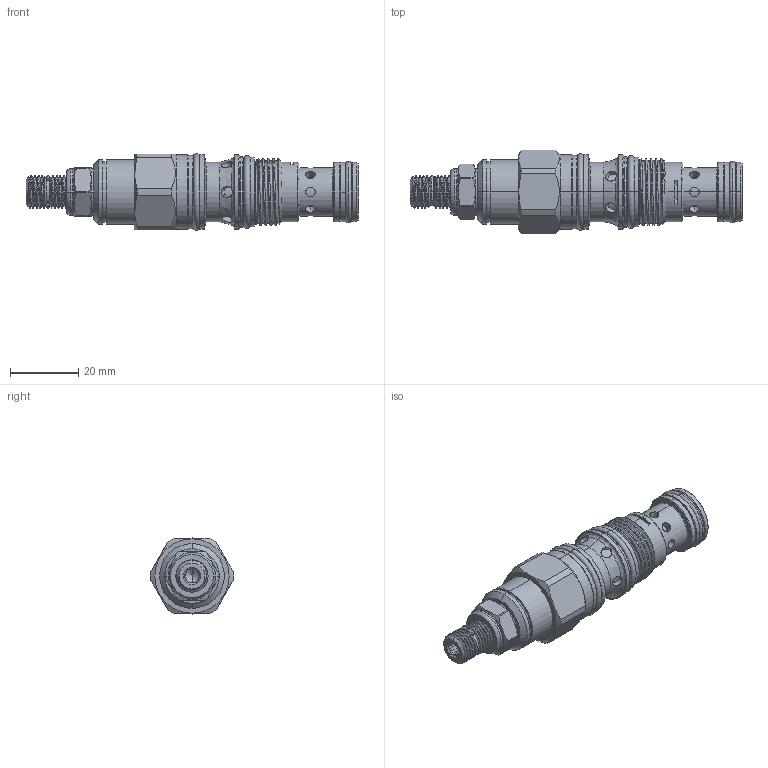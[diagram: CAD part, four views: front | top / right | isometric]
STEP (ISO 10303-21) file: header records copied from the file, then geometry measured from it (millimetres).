
FILE_DESCRIPTION (( 'STEP AP203' ), '1' );
FILE_NAME ('FR11A3F-L.STEP', '2020-04-15T01:13:01', ( '' ), ( '' ), 'SwSTEP 2.0', 'SolidWorks 2018', '' );
FILE_SCHEMA (( 'CONFIG_CONTROL_DESIGN' ));
Length unit declared in the file: millimetre
Products named in the file (1): FR11A3F-L
Bounding box: 97.5 x 24.59 x 22.55 mm (x, y, z)
Volume: 23383.8 mm3; surface area: 9452.8 mm2
Topology: 4 solids, 4 shells, 292 faces, 697 edges, 435 vertices
Faces by surface type: cylinder 148, plane 57, cone 44, torus 36, bspline 7
Entity records: 18309 total; most frequent: CARTESIAN_POINT 11726, ORIENTED_EDGE 1390, DIRECTION 1344, EDGE_CURVE 695, AXIS2_PLACEMENT_3D 562, VERTEX_POINT 435, EDGE_LOOP 320, ADVANCED_FACE 292
